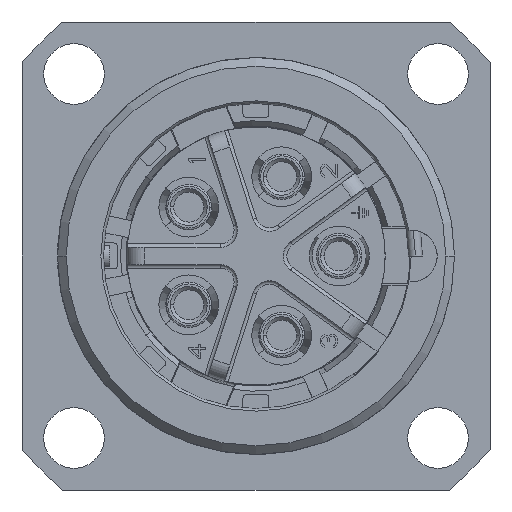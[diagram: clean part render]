
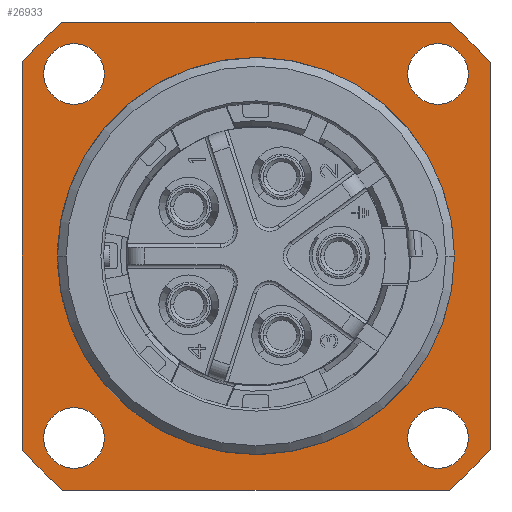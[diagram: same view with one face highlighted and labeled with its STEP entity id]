
A CAD part, left-side view. The second image highlights one B-rep face of the part: STEP entity #26933.
In plain terms, the highlighted planar face has unit normal (-1, 0, 0).
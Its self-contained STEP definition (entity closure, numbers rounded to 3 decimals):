
#7552=CARTESIAN_POINT('',(5.6,13.5,-13.5));
#7553=DIRECTION('',(-1.,0.,0.));
#7554=DIRECTION('',(0.,0.998,-0.061));
#7555=AXIS2_PLACEMENT_3D('',#7552,#7553,#7554);
#7570=DIRECTION('',(0.,1.,0.));
#7571=VECTOR('',#7570,0.19);
#7572=CARTESIAN_POINT('',(5.6,24.739,-14.2));
#7573=LINE('1639',#7572,#7571);
#7587=DIRECTION('',(0.,1.,0.));
#7588=VECTOR('',#7587,0.19);
#7589=CARTESIAN_POINT('',(5.6,24.739,-12.8));
#7590=LINE('1638',#7589,#7588);
#7603=DIRECTION('',(0.,0.,1.));
#7604=VECTOR('',#7603,22.271);
#7605=CARTESIAN_POINT('',(5.6,0.,-24.636));
#7606=LINE('1485',#7605,#7604);
#7607=CARTESIAN_POINT('',(5.6,13.5,-13.5));
#7608=DIRECTION('',(-1.,0.,0.));
#7609=DIRECTION('',(0.,-0.636,-0.771));
#7610=AXIS2_PLACEMENT_3D('',#7607,#7608,#7609);
#7612=DIRECTION('',(0.,-1.,0.));
#7613=VECTOR('',#7612,22.271);
#7614=CARTESIAN_POINT('',(5.6,24.636,-27.));
#7615=LINE('1487',#7614,#7613);
#7616=CARTESIAN_POINT('',(5.6,13.5,-13.5));
#7617=DIRECTION('',(-1.,0.,0.));
#7618=DIRECTION('',(0.,0.771,-0.636));
#7619=AXIS2_PLACEMENT_3D('',#7616,#7617,#7618);
#7621=DIRECTION('',(0.,0.,-1.));
#7622=VECTOR('',#7621,22.271);
#7623=CARTESIAN_POINT('',(5.6,27.,-2.364));
#7624=LINE('1489',#7623,#7622);
#7625=CARTESIAN_POINT('',(5.6,13.5,-13.5));
#7626=DIRECTION('',(-1.,0.,0.));
#7627=DIRECTION('',(0.,0.636,0.771));
#7628=AXIS2_PLACEMENT_3D('',#7625,#7626,#7627);
#7630=DIRECTION('',(0.,1.,0.));
#7631=VECTOR('',#7630,22.271);
#7632=CARTESIAN_POINT('',(5.6,2.364,0.));
#7633=LINE('1491',#7632,#7631);
#7634=CARTESIAN_POINT('',(5.6,13.5,-13.5));
#7635=DIRECTION('',(-1.,0.,0.));
#7636=DIRECTION('',(0.,-0.771,0.636));
#7637=AXIS2_PLACEMENT_3D('',#7634,#7635,#7636);
#7639=CARTESIAN_POINT('',(5.6,24.,-3.));
#7640=DIRECTION('',(1.,0.,0.));
#7641=DIRECTION('',(0.,1.,0.));
#7642=AXIS2_PLACEMENT_3D('',#7639,#7640,#7641);
#7644=CARTESIAN_POINT('',(5.6,24.,-3.));
#7645=DIRECTION('',(1.,0.,0.));
#7646=DIRECTION('',(0.,-1.,0.));
#7647=AXIS2_PLACEMENT_3D('',#7644,#7645,#7646);
#7649=CARTESIAN_POINT('',(5.6,24.,-24.));
#7650=DIRECTION('',(1.,0.,0.));
#7651=DIRECTION('',(0.,1.,0.));
#7652=AXIS2_PLACEMENT_3D('',#7649,#7650,#7651);
#7654=CARTESIAN_POINT('',(5.6,24.,-24.));
#7655=DIRECTION('',(1.,0.,0.));
#7656=DIRECTION('',(0.,-1.,0.));
#7657=AXIS2_PLACEMENT_3D('',#7654,#7655,#7656);
#7659=CARTESIAN_POINT('',(5.6,3.,-24.));
#7660=DIRECTION('',(1.,0.,0.));
#7661=DIRECTION('',(0.,1.,0.));
#7662=AXIS2_PLACEMENT_3D('',#7659,#7660,#7661);
#7664=CARTESIAN_POINT('',(5.6,3.,-24.));
#7665=DIRECTION('',(1.,0.,0.));
#7666=DIRECTION('',(0.,-1.,0.));
#7667=AXIS2_PLACEMENT_3D('',#7664,#7665,#7666);
#7669=CARTESIAN_POINT('',(5.6,3.,-3.));
#7670=DIRECTION('',(1.,0.,0.));
#7671=DIRECTION('',(0.,1.,0.));
#7672=AXIS2_PLACEMENT_3D('',#7669,#7670,#7671);
#7674=CARTESIAN_POINT('',(5.6,3.,-3.));
#7675=DIRECTION('',(1.,0.,0.));
#7676=DIRECTION('',(0.,-1.,0.));
#7677=AXIS2_PLACEMENT_3D('',#7674,#7675,#7676);
#7679=DIRECTION('',(0.,0.,-1.));
#7680=VECTOR('',#7679,1.4);
#7681=CARTESIAN_POINT('',(5.6,24.739,-12.8));
#7682=LINE('1637',#7681,#7680);
#11336=CARTESIAN_POINT('',(5.6,13.5,-13.5));
#11337=DIRECTION('',(-1.,0.,0.));
#11338=DIRECTION('',(0.,-1.,0.));
#11339=AXIS2_PLACEMENT_3D('',#11336,#11337,#11338);
#11432=CARTESIAN_POINT('',(5.6,0.,-24.636));
#11433=CARTESIAN_POINT('',(5.6,0.,-2.364));
#11434=VERTEX_POINT('',#11432);
#11435=VERTEX_POINT('',#11433);
#11436=CARTESIAN_POINT('',(5.6,2.364,-27.));
#11437=VERTEX_POINT('',#11436);
#11438=CARTESIAN_POINT('',(5.6,24.636,-27.));
#11439=VERTEX_POINT('',#11438);
#11440=CARTESIAN_POINT('',(5.6,27.,-24.636));
#11441=VERTEX_POINT('',#11440);
#11442=CARTESIAN_POINT('',(5.6,27.,-2.364));
#11443=VERTEX_POINT('',#11442);
#11444=CARTESIAN_POINT('',(5.6,24.636,0.));
#11445=VERTEX_POINT('',#11444);
#11446=CARTESIAN_POINT('',(5.6,2.364,0.));
#11447=VERTEX_POINT('',#11446);
#11456=CARTESIAN_POINT('',(5.6,2.05,-13.5));
#11457=VERTEX_POINT('',#11456);
#11462=CARTESIAN_POINT('',(5.6,25.75,-3.));
#11463=CARTESIAN_POINT('',(5.6,22.25,-3.));
#11464=VERTEX_POINT('',#11462);
#11465=VERTEX_POINT('',#11463);
#11470=CARTESIAN_POINT('',(5.6,25.75,-24.));
#11471=CARTESIAN_POINT('',(5.6,22.25,-24.));
#11472=VERTEX_POINT('',#11470);
#11473=VERTEX_POINT('',#11471);
#11478=CARTESIAN_POINT('',(5.6,4.75,-24.));
#11479=CARTESIAN_POINT('',(5.6,1.25,-24.));
#11480=VERTEX_POINT('',#11478);
#11481=VERTEX_POINT('',#11479);
#11486=CARTESIAN_POINT('',(5.6,4.75,-3.));
#11487=CARTESIAN_POINT('',(5.6,1.25,-3.));
#11488=VERTEX_POINT('',#11486);
#11489=VERTEX_POINT('',#11487);
#11545=CARTESIAN_POINT('',(5.6,24.929,-12.8));
#11547=VERTEX_POINT('',#11545);
#11549=CARTESIAN_POINT('',(5.6,24.929,-14.2));
#11551=VERTEX_POINT('',#11549);
#11593=CARTESIAN_POINT('',(5.6,24.739,-12.8));
#11594=CARTESIAN_POINT('',(5.6,24.739,-14.2));
#11595=VERTEX_POINT('',#11593);
#11596=VERTEX_POINT('',#11594);
#26878=CARTESIAN_POINT('',(5.6,13.5,-13.5));
#26879=DIRECTION('',(1.,0.,0.));
#26880=DIRECTION('',(0.,0.,-1.));
#26881=AXIS2_PLACEMENT_3D('',#26878,#26879,#26880);
#26882=PLANE('273',#26881);
#26884=ORIENTED_EDGE('1485',*,*,#26883,.F.);
#26886=ORIENTED_EDGE('1486',*,*,#26885,.F.);
#26888=ORIENTED_EDGE('1487',*,*,#26887,.F.);
#26890=ORIENTED_EDGE('1488',*,*,#26889,.F.);
#26892=ORIENTED_EDGE('1489',*,*,#26891,.F.);
#26894=ORIENTED_EDGE('1490',*,*,#26893,.F.);
#26896=ORIENTED_EDGE('1491',*,*,#26895,.F.);
#26898=ORIENTED_EDGE('1492',*,*,#26897,.F.);
#26899=EDGE_LOOP('273',(#26884,#26886,#26888,#26890,#26892,#26894,#26896,
#26898));
#26900=FACE_OUTER_BOUND('273',#26899,.F.);
#26902=ORIENTED_EDGE('1508',*,*,#26901,.F.);
#26904=ORIENTED_EDGE('1509',*,*,#26903,.F.);
#26905=EDGE_LOOP('273',(#26902,#26904));
#26906=FACE_BOUND('273',#26905,.F.);
#26908=ORIENTED_EDGE('1514',*,*,#26907,.F.);
#26910=ORIENTED_EDGE('1515',*,*,#26909,.F.);
#26911=EDGE_LOOP('273',(#26908,#26910));
#26912=FACE_BOUND('273',#26911,.F.);
#26914=ORIENTED_EDGE('1520',*,*,#26913,.F.);
#26916=ORIENTED_EDGE('1521',*,*,#26915,.F.);
#26917=EDGE_LOOP('273',(#26914,#26916));
#26918=FACE_BOUND('273',#26917,.F.);
#26920=ORIENTED_EDGE('1526',*,*,#26919,.F.);
#26922=ORIENTED_EDGE('1527',*,*,#26921,.F.);
#26923=EDGE_LOOP('273',(#26920,#26922));
#26924=FACE_BOUND('273',#26923,.F.);
#26925=ORIENTED_EDGE('1637',*,*,#26865,.T.);
#26926=ORIENTED_EDGE('1639',*,*,#26796,.T.);
#26927=ORIENTED_EDGE('1584',*,*,#26772,.T.);
#26929=ORIENTED_EDGE('1583',*,*,#26928,.T.);
#26930=ORIENTED_EDGE('1638',*,*,#26840,.F.);
#26931=EDGE_LOOP('273',(#26925,#26926,#26927,#26929,#26930));
#26932=FACE_BOUND('273',#26931,.F.);
#7556=CIRCLE('1584',#7555,11.45);
#7611=CIRCLE('1486',#7610,17.5);
#7620=CIRCLE('1488',#7619,17.5);
#7629=CIRCLE('1490',#7628,17.5);
#7638=CIRCLE('1492',#7637,17.5);
#7643=CIRCLE('1508',#7642,1.75);
#7648=CIRCLE('1509',#7647,1.75);
#7653=CIRCLE('1514',#7652,1.75);
#7658=CIRCLE('1515',#7657,1.75);
#7663=CIRCLE('1520',#7662,1.75);
#7668=CIRCLE('1521',#7667,1.75);
#7673=CIRCLE('1526',#7672,1.75);
#7678=CIRCLE('1527',#7677,1.75);
#11340=CIRCLE('1583',#11339,11.45);
#26772=EDGE_CURVE('1584',#11551,#11457,#7556,.T.);
#26796=EDGE_CURVE('1639',#11596,#11551,#7573,.T.);
#26840=EDGE_CURVE('1638',#11595,#11547,#7590,.T.);
#26865=EDGE_CURVE('1637',#11595,#11596,#7682,.T.);
#26883=EDGE_CURVE('1485',#11434,#11435,#7606,.T.);
#26885=EDGE_CURVE('1486',#11437,#11434,#7611,.T.);
#26887=EDGE_CURVE('1487',#11439,#11437,#7615,.T.);
#26889=EDGE_CURVE('1488',#11441,#11439,#7620,.T.);
#26891=EDGE_CURVE('1489',#11443,#11441,#7624,.T.);
#26893=EDGE_CURVE('1490',#11445,#11443,#7629,.T.);
#26895=EDGE_CURVE('1491',#11447,#11445,#7633,.T.);
#26897=EDGE_CURVE('1492',#11435,#11447,#7638,.T.);
#26901=EDGE_CURVE('1508',#11464,#11465,#7643,.T.);
#26903=EDGE_CURVE('1509',#11465,#11464,#7648,.T.);
#26907=EDGE_CURVE('1514',#11472,#11473,#7653,.T.);
#26909=EDGE_CURVE('1515',#11473,#11472,#7658,.T.);
#26913=EDGE_CURVE('1520',#11480,#11481,#7663,.T.);
#26915=EDGE_CURVE('1521',#11481,#11480,#7668,.T.);
#26919=EDGE_CURVE('1526',#11488,#11489,#7673,.T.);
#26921=EDGE_CURVE('1527',#11489,#11488,#7678,.T.);
#26928=EDGE_CURVE('1583',#11457,#11547,#11340,.T.);
#26933=ADVANCED_FACE('273',(#26900,#26906,#26912,#26918,#26924,#26932),#26882,
.F.);
